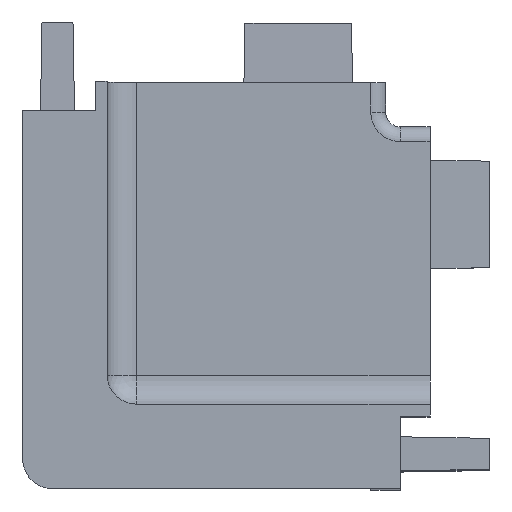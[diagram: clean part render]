
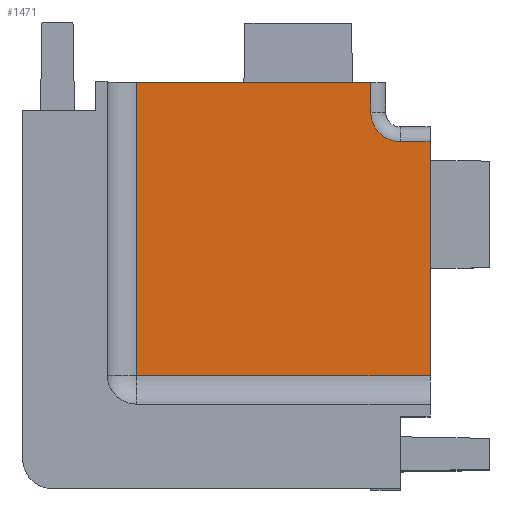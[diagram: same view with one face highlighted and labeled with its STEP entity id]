
A CAD part, top view. The second image highlights one B-rep face of the part: STEP entity #1471.
In plain terms, the highlighted planar face has unit normal (0, 0, 1).
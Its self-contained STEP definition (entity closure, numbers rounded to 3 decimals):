
#25=PLANE('',#1614);
#107=LINE('',#2257,#271);
#110=LINE('',#2272,#274);
#111=LINE('',#2275,#275);
#112=LINE('',#2277,#276);
#113=LINE('',#2279,#277);
#114=LINE('',#2280,#278);
#271=VECTOR('',#1821,10.);
#274=VECTOR('',#1838,10.);
#275=VECTOR('',#1841,10.);
#276=VECTOR('',#1842,10.);
#277=VECTOR('',#1843,10.);
#278=VECTOR('',#1844,10.);
#455=FACE_OUTER_BOUND('',#542,.T.);
#542=EDGE_LOOP('',(#1113,#1114,#1115,#1116,#1117,#1118,#1119));
#644=CIRCLE('',#1611,2.);
#698=VERTEX_POINT('',#2254);
#699=VERTEX_POINT('',#2256);
#701=VERTEX_POINT('',#2262);
#703=VERTEX_POINT('',#2268);
#705=VERTEX_POINT('',#2274);
#706=VERTEX_POINT('',#2276);
#707=VERTEX_POINT('',#2278);
#854=EDGE_CURVE('',#698,#699,#107,.T.);
#859=EDGE_CURVE('',#699,#701,#644,.T.);
#862=EDGE_CURVE('',#701,#703,#110,.T.);
#863=EDGE_CURVE('',#698,#705,#111,.T.);
#864=EDGE_CURVE('',#706,#705,#112,.T.);
#865=EDGE_CURVE('',#706,#707,#113,.T.);
#866=EDGE_CURVE('',#703,#707,#114,.T.);
#1113=ORIENTED_EDGE('',*,*,#862,.F.);
#1114=ORIENTED_EDGE('',*,*,#859,.F.);
#1115=ORIENTED_EDGE('',*,*,#854,.F.);
#1116=ORIENTED_EDGE('',*,*,#863,.T.);
#1117=ORIENTED_EDGE('',*,*,#864,.F.);
#1118=ORIENTED_EDGE('',*,*,#865,.T.);
#1119=ORIENTED_EDGE('',*,*,#866,.F.);
#1471=ADVANCED_FACE('',(#455),#25,.T.);
#1611=AXIS2_PLACEMENT_3D('',#2266,#1831,#1832);
#1614=AXIS2_PLACEMENT_3D('',#2273,#1839,#1840);
#1821=DIRECTION('',(0.,-1.,0.));
#1831=DIRECTION('center_axis',(0.,0.,1.));
#1832=DIRECTION('ref_axis',(-0.707,-0.707,0.));
#1838=DIRECTION('',(1.,0.,0.));
#1839=DIRECTION('center_axis',(0.,0.,1.));
#1840=DIRECTION('ref_axis',(1.,0.,0.));
#1841=DIRECTION('',(-1.,0.,0.));
#1842=DIRECTION('',(0.,1.,0.));
#1843=DIRECTION('',(1.,0.,0.));
#1844=DIRECTION('',(0.,-1.,0.));
#2254=CARTESIAN_POINT('',(23.2,2.,-49.8));
#2256=CARTESIAN_POINT('',(23.2,0.,-49.8));
#2257=CARTESIAN_POINT('',(23.2,-9.9,-49.8));
#2262=CARTESIAN_POINT('',(25.2,-2.,-49.8));
#2266=CARTESIAN_POINT('Origin',(25.2,0.,-49.8));
#2268=CARTESIAN_POINT('',(27.2,-2.,-49.8));
#2272=CARTESIAN_POINT('',(15.3,-2.,-49.8));
#2273=CARTESIAN_POINT('Origin',(5.4,-19.8,-49.8));
#2274=CARTESIAN_POINT('',(7.4,2.,-49.8));
#2275=CARTESIAN_POINT('',(24.2,2.,-49.8));
#2276=CARTESIAN_POINT('',(7.4,-17.8,-49.8));
#2277=CARTESIAN_POINT('',(7.4,-9.9,-49.8));
#2278=CARTESIAN_POINT('',(27.2,-17.8,-49.8));
#2279=CARTESIAN_POINT('',(25.2,-17.8,-49.8));
#2280=CARTESIAN_POINT('',(27.2,-1.,-49.8));
